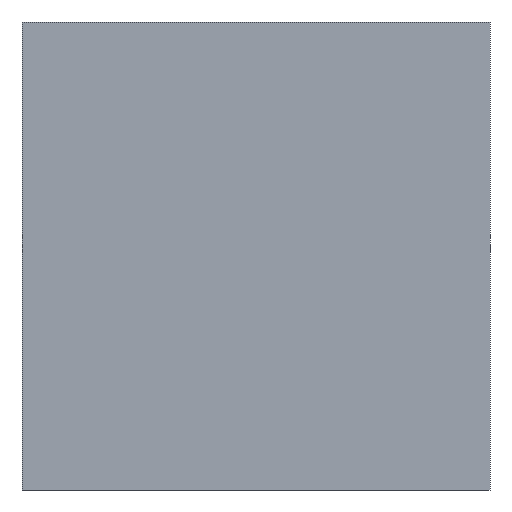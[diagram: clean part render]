
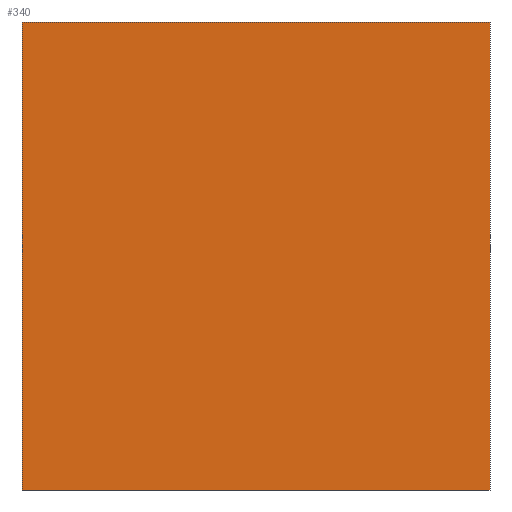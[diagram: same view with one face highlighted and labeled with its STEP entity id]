
A CAD part, left-side view. The second image highlights one B-rep face of the part: STEP entity #340.
In plain terms, the highlighted planar face has unit normal (-1, 0, 0).
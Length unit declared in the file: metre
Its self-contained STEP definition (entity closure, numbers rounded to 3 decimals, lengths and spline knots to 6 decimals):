
#28=ORIENTED_EDGE('',*,*,#110,.T.);
#29=ORIENTED_EDGE('',*,*,#123,.F.);
#30=ORIENTED_EDGE('',*,*,#124,.F.);
#31=ORIENTED_EDGE('',*,*,#119,.T.);
#110=EDGE_CURVE('',#159,#158,#190,.T.);
#119=EDGE_CURVE('',#167,#159,#199,.T.);
#123=EDGE_CURVE('',#170,#158,#203,.T.);
#124=EDGE_CURVE('',#167,#170,#204,.T.);
#158=VERTEX_POINT('',#479);
#159=VERTEX_POINT('',#481);
#167=VERTEX_POINT('',#499);
#170=VERTEX_POINT('',#507);
#190=LINE('',#480,#238);
#199=LINE('',#498,#247);
#203=LINE('',#506,#251);
#204=LINE('',#508,#252);
#238=VECTOR('',#393,1.);
#247=VECTOR('',#404,1.);
#251=VECTOR('',#410,1.);
#252=VECTOR('',#411,1.);
#286=EDGE_LOOP('',(#28,#29,#30,#31));
#304=FACE_BOUND('',#286,.T.);
#322=PLANE('',#371);
#340=ADVANCED_FACE('',(#304),#322,.F.);
#371=AXIS2_PLACEMENT_3D('',#505,#408,#409);
#393=DIRECTION('',(0.,-1.,0.));
#404=DIRECTION('',(0.,0.,-1.));
#408=DIRECTION('',(1.,0.,0.));
#409=DIRECTION('',(0.,1.,0.));
#410=DIRECTION('',(0.,0.,-1.));
#411=DIRECTION('',(0.,-1.,0.));
#479=CARTESIAN_POINT('',(-0.02,-0.1125,0.));
#480=CARTESIAN_POINT('',(-0.02,-0.0925,0.));
#481=CARTESIAN_POINT('',(-0.02,-0.0725,0.));
#498=CARTESIAN_POINT('',(-0.02,-0.0725,0.04));
#499=CARTESIAN_POINT('',(-0.02,-0.0725,0.04));
#505=CARTESIAN_POINT('',(-0.02,-0.0925,0.04));
#506=CARTESIAN_POINT('',(-0.02,-0.1125,0.04));
#507=CARTESIAN_POINT('',(-0.02,-0.1125,0.04));
#508=CARTESIAN_POINT('',(-0.02,-0.0925,0.04));
